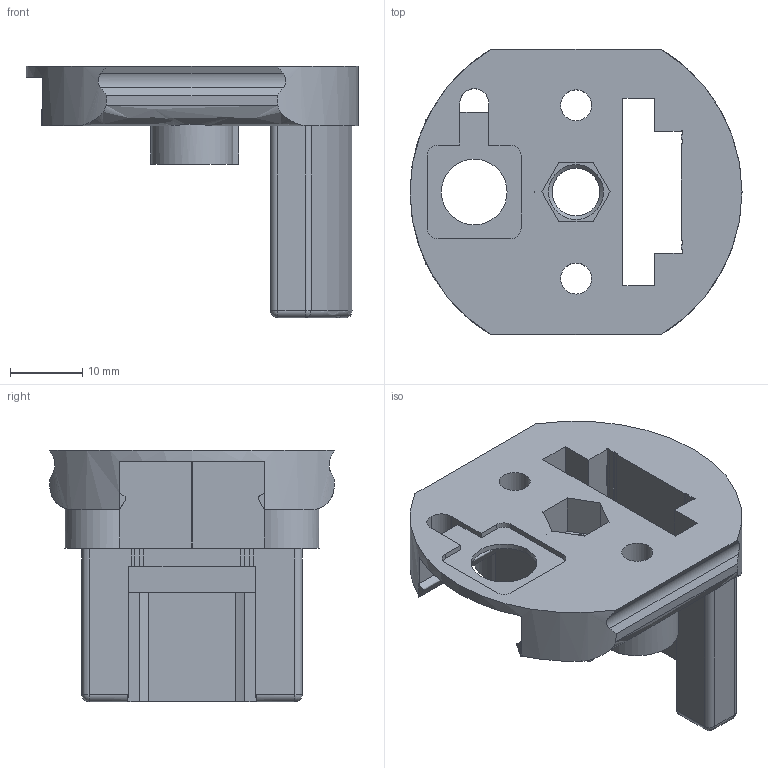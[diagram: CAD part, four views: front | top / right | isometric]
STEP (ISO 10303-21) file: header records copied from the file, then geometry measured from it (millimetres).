
FILE_DESCRIPTION(/* description */ (''),/* implementation_level */ '2;1');
FILE_NAME(/* name */ 'Base.step',/* time_stamp */ '2025-12-17T16:16:44Z',/* author */ (''),/* organization */ (''),/* preprocessor_version */ 'ST-DEVELOPER v20.1',/* originating_system */ 'Autodesk Translation Framework v14.21.0.0',/* authorisation */ '');
FILE_SCHEMA (('AUTOMOTIVE_DESIGN { 1 0 10303 214 3 1 1 }'));
Length unit declared in the file: millimetre
Products named in the file (1): Base
Bounding box: 46 x 39.49 x 34.84 mm (x, y, z)
Volume: 13844.4 mm3; surface area: 8640 mm2
Topology: 2 solids, 2 shells, 157 faces, 431 edges, 279 vertices
Faces by surface type: plane 115, cylinder 30, bspline 4, sphere 4, cone 3, torus 1
Full cylindrical faces by diameter (mm): 4.3 x2, 6.6 x1, 8.1 x1, 8.75 x1, 9.1 x1
Entity records: 5137 total; most frequent: CARTESIAN_POINT 1076, ORIENTED_EDGE 862, DIRECTION 801, EDGE_CURVE 431, LINE 329, VECTOR 329, VERTEX_POINT 279, AXIS2_PLACEMENT_3D 236
